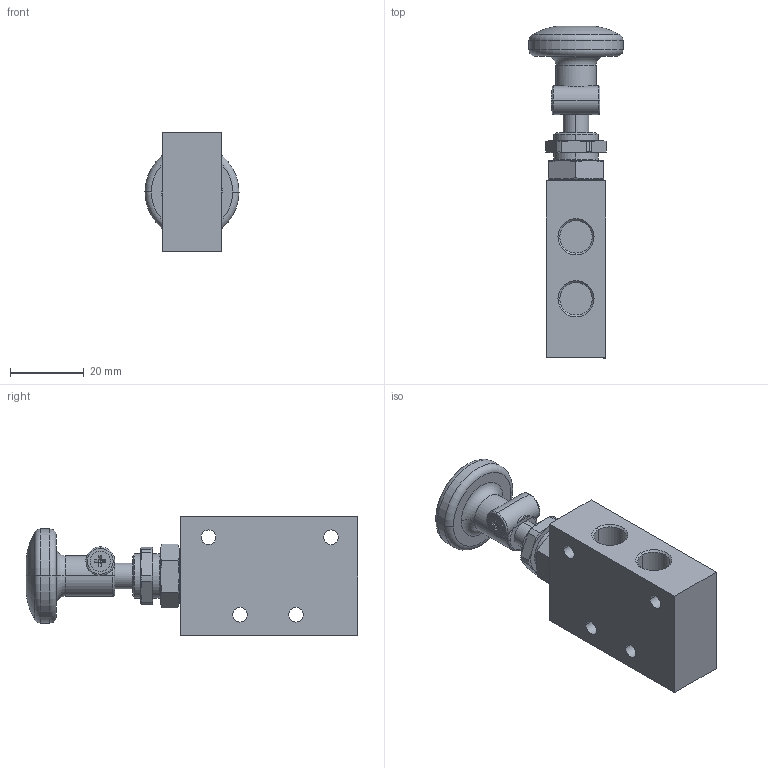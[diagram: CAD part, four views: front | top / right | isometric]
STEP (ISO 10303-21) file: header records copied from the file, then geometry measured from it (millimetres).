
FILE_DESCRIPTION (( 'STEP AP214' ), '1' );
FILE_NAME ('05_216_4.STEP', '2016-05-10T15:53:56', ( '' ), ( '' ), 'SwSTEP 2.0', 'SolidWorks 2016', '' );
FILE_SCHEMA (( 'AUTOMOTIVE_DESIGN' ));
Length unit declared in the file: millimetre
Products named in the file (1): 05_216_4
Bounding box: 25.5 x 90 x 32 mm (x, y, z)
Volume: 30150.9 mm3; surface area: 10797.4 mm2
Topology: 2 solids, 2 shells, 174 faces, 388 edges, 231 vertices
Faces by surface type: plane 56, cone 55, cylinder 43, torus 20
Entity records: 6156 total; most frequent: CARTESIAN_POINT 1129, DIRECTION 859, ORIENTED_EDGE 772, EDGE_CURVE 386, AXIS2_PLACEMENT_3D 365, VERTEX_POINT 231, EDGE_LOOP 197, CIRCLE 190
